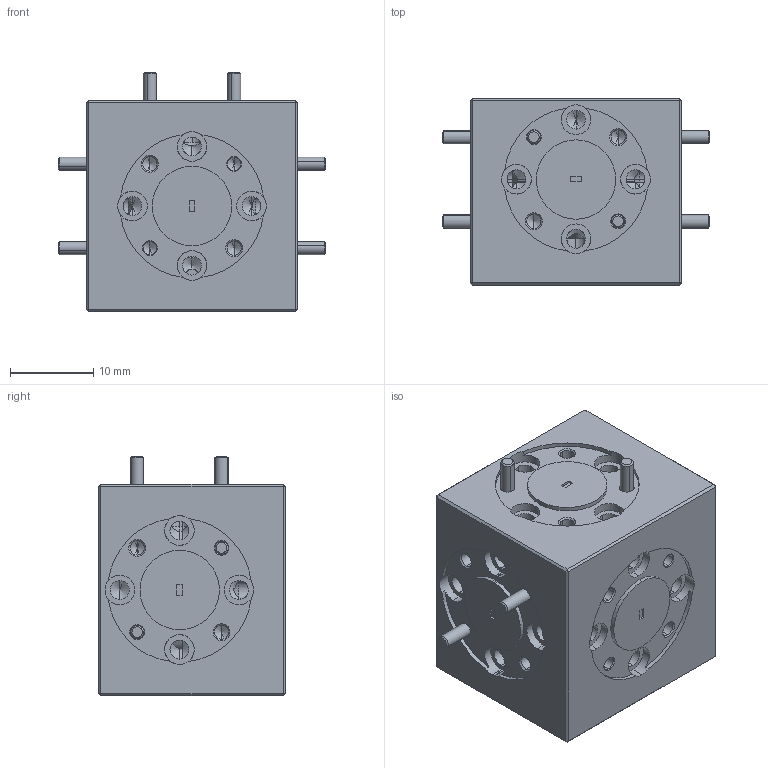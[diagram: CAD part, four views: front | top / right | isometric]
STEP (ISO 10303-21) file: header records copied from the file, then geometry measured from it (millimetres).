
FILE_DESCRIPTION (( 'STEP AP214' ), '1' );
FILE_NAME ('DMWP-05-121-A2, Defeatured.STEP', '2024-04-09T17:33:35', ( '' ), ( '' ), 'SwSTEP 2.0', 'SolidWorks 2021', '' );
FILE_SCHEMA (( 'AUTOMOTIVE_DESIGN' ));
Length unit declared in the file: inch
Products named in the file (1): DMWP-05-121-A2, Defeatured
Bounding box: 32.13 x 22.35 x 28.77 mm (x, y, z)
Volume: 13311.9 mm3; surface area: 5503.1 mm2
Topology: 7 solids, 7 shells, 610 faces, 1484 edges, 887 vertices
Faces by surface type: plane 227, cylinder 196, cone 179, bspline 8
Entity records: 25511 total; most frequent: CARTESIAN_POINT 3997, DIRECTION 3048, ORIENTED_EDGE 2860, EDGE_CURVE 1430, AXIS2_PLACEMENT_3D 1133, VERTEX_POINT 887, LINE 782, VECTOR 782
